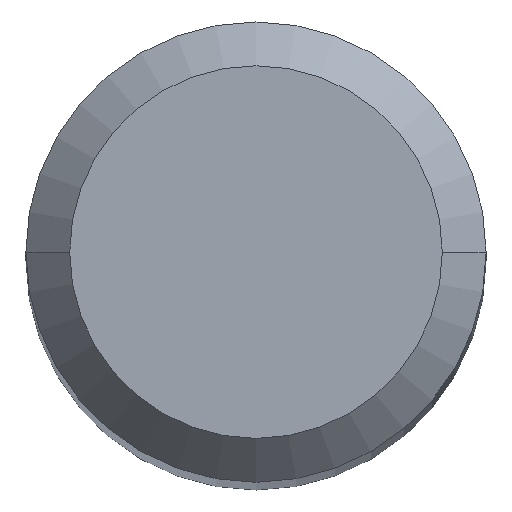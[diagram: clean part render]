
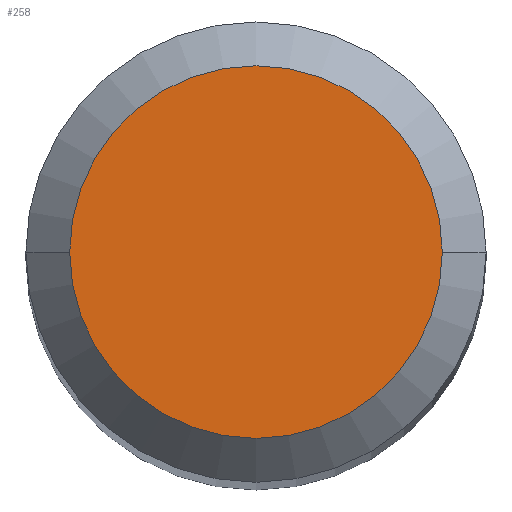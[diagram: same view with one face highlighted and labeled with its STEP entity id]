
A CAD part, top view. The second image highlights one B-rep face of the part: STEP entity #258.
In plain terms, the highlighted planar face has unit normal (0, 0, 1).
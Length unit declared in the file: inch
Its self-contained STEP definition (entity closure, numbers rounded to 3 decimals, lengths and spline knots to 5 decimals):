
#13 = DIRECTION ( 'NONE',  ( 1., 0., 0. ) ) ;
#16 = CARTESIAN_POINT ( 'NONE',  ( 0., 0., 1.9685 ) ) ;
#26 = ORIENTED_EDGE ( 'NONE', *, *, #242, .T. ) ;
#38 = PLANE ( 'NONE',  #43 ) ;
#43 = AXIS2_PLACEMENT_3D ( 'NONE', #60, #129, #13 ) ;
#49 = VERTEX_POINT ( 'NONE', #252 ) ;
#60 = CARTESIAN_POINT ( 'NONE',  ( 0., 0., 1.9685 ) ) ;
#82 = CIRCLE ( 'NONE', #172, 0.06374 ) ;
#83 = CARTESIAN_POINT ( 'NONE',  ( 0.06374, 0., 1.9685 ) ) ;
#88 = CARTESIAN_POINT ( 'NONE',  ( 0., 0., 1.9685 ) ) ;
#106 = CIRCLE ( 'NONE', #192, 0.06374 ) ;
#115 = ORIENTED_EDGE ( 'NONE', *, *, #274, .T. ) ;
#129 = DIRECTION ( 'NONE',  ( 0., 0., 1. ) ) ;
#137 = VERTEX_POINT ( 'NONE', #83 ) ;
#172 = AXIS2_PLACEMENT_3D ( 'NONE', #88, #292, #266 ) ;
#175 = FACE_OUTER_BOUND ( 'NONE', #226, .T. ) ;
#180 = DIRECTION ( 'NONE',  ( 1., 0., 0. ) ) ;
#192 = AXIS2_PLACEMENT_3D ( 'NONE', #16, #220, #180 ) ;
#220 = DIRECTION ( 'NONE',  ( 0., 0., 1. ) ) ;
#226 = EDGE_LOOP ( 'NONE', ( #115, #26 ) ) ;
#242 = EDGE_CURVE ( 'NONE', #137, #49, #82, .T. ) ;
#252 = CARTESIAN_POINT ( 'NONE',  ( -0.06374, 0., 1.9685 ) ) ;
#258 = ADVANCED_FACE ( 'NONE', ( #175 ), #38, .T. ) ;
#266 = DIRECTION ( 'NONE',  ( 1., 0., 0. ) ) ;
#274 = EDGE_CURVE ( 'NONE', #49, #137, #106, .T. ) ;
#292 = DIRECTION ( 'NONE',  ( 0., 0., 1. ) ) ;
